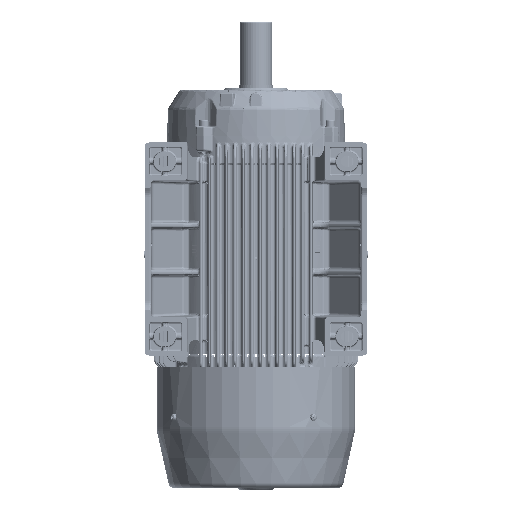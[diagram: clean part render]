
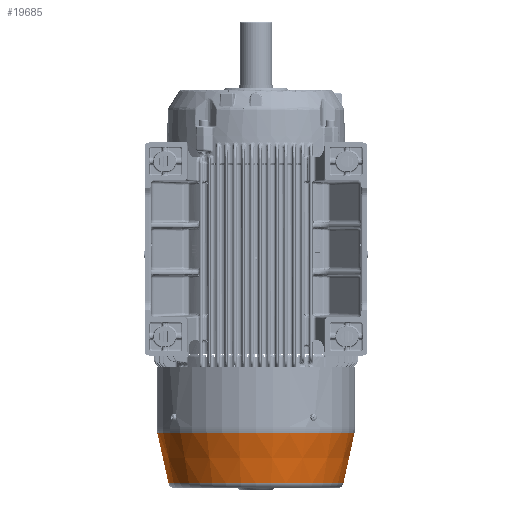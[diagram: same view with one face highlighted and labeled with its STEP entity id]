
A CAD part, front view. The second image highlights one B-rep face of the part: STEP entity #19685.
In plain terms, the highlighted conical face has half-angle 12.5 degrees and reference radius 152.263 mm.
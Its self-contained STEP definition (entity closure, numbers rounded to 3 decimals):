
#9789=CONICAL_SURFACE('',#146045,152.263,12.5);
#10646=FACE_BOUND('',#35331,.T.);
#10647=FACE_BOUND('',#35332,.T.);
#19685=ADVANCED_FACE('',(#10646,#10647),#9789,.T.);
#35331=EDGE_LOOP('',(#70428));
#35332=EDGE_LOOP('',(#70429));
#42704=CIRCLE('',#146042,171.815);
#42705=CIRCLE('',#146044,152.263);
#70428=ORIENTED_EDGE('',*,*,#110922,.T.);
#70429=ORIENTED_EDGE('',*,*,#110923,.F.);
#89664=VERTEX_POINT('',#285123);
#89665=VERTEX_POINT('',#285126);
#110922=EDGE_CURVE('',#89664,#89664,#42704,.T.);
#110923=EDGE_CURVE('',#89665,#89665,#42705,.T.);
#146042=AXIS2_PLACEMENT_3D('',#285122,#171413,#171414);
#146044=AXIS2_PLACEMENT_3D('',#285125,#171417,#171418);
#146045=AXIS2_PLACEMENT_3D('',#285127,#171419,#171420);
#171413=DIRECTION('',(0.,0.,-1.));
#171414=DIRECTION('',(-1.,0.,0.));
#171417=DIRECTION('',(0.,0.,-1.));
#171418=DIRECTION('',(-1.,0.,0.));
#171419=DIRECTION('',(0.,0.,1.));
#171420=DIRECTION('',(1.,0.,0.));
#285122=CARTESIAN_POINT('',(-0.139,0.198,-605.972));
#285123=CARTESIAN_POINT('',(-171.954,0.198,-605.972));
#285125=CARTESIAN_POINT('',(-0.139,0.198,-694.164));
#285126=CARTESIAN_POINT('',(-152.402,0.198,-694.164));
#285127=CARTESIAN_POINT('',(-0.139,0.198,-694.164));
